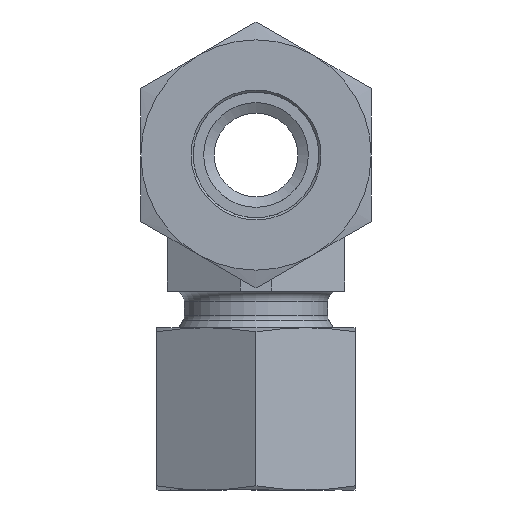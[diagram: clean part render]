
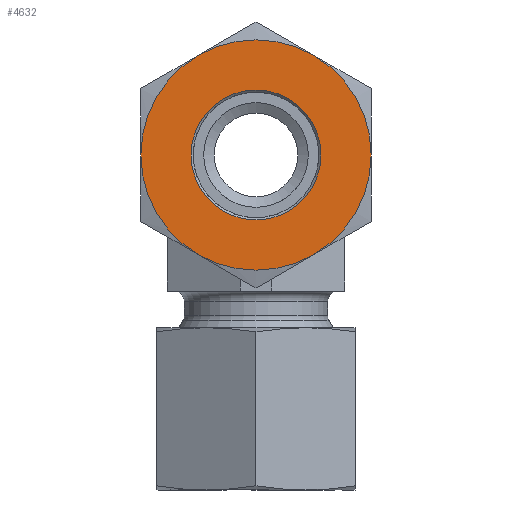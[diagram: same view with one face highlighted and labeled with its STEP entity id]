
A CAD part, front view. The second image highlights one B-rep face of the part: STEP entity #4632.
In plain terms, the highlighted face is planar.
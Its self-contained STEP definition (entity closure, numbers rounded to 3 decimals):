
#4536=CARTESIAN_POINT('',(6.2,0.,15.5));
#4537=VERTEX_POINT('',#4536);
#4538=CARTESIAN_POINT('',(0.0,0.0,15.5));
#4539=DIRECTION('',(0.0,0.0,1.0));
#4540=DIRECTION('',(-1.0,0.0,0.0));
#4541=AXIS2_PLACEMENT_3D('',#4538,#4539,#4540);
#4542=CIRCLE('',#4541,6.2);
#4543=EDGE_CURVE('',#4537,#4537,#4542,.T.);
#4568=CARTESIAN_POINT('',(0.,0.0,15.5));
#4569=DIRECTION('',(0.0,0.0,1.0));
#4570=DIRECTION('',(1.0,0.0,0.0));
#4571=AXIS2_PLACEMENT_3D('',#4568,#4569,#4570);
#4572=PLANE('',#4571);
#4573=CARTESIAN_POINT('',(-5.5,-9.526,15.5));
#4574=VERTEX_POINT('',#4573);
#4575=CARTESIAN_POINT('',(5.5,-9.526,15.5));
#4576=VERTEX_POINT('',#4575);
#4577=CARTESIAN_POINT('',(0.0,0.0,15.5));
#4578=DIRECTION('',(0.0,0.0,1.0));
#4579=DIRECTION('',(-0.5,-0.866,0.0));
#4580=AXIS2_PLACEMENT_3D('',#4577,#4578,#4579);
#4581=CIRCLE('',#4580,11.);
#4582=EDGE_CURVE('',#4574,#4576,#4581,.T.);
#4583=ORIENTED_EDGE('',*,*,#4582,.T.);
#4584=CARTESIAN_POINT('',(11.,0.,15.5));
#4585=VERTEX_POINT('',#4584);
#4586=CARTESIAN_POINT('',(0.0,0.0,15.5));
#4587=DIRECTION('',(0.0,0.0,1.0));
#4588=DIRECTION('',(-0.5,-0.866,0.0));
#4589=AXIS2_PLACEMENT_3D('',#4586,#4587,#4588);
#4590=CIRCLE('',#4589,11.);
#4591=EDGE_CURVE('',#4576,#4585,#4590,.T.);
#4592=ORIENTED_EDGE('',*,*,#4591,.T.);
#4593=CARTESIAN_POINT('',(5.5,9.526,15.5));
#4594=VERTEX_POINT('',#4593);
#4595=CARTESIAN_POINT('',(0.0,0.0,15.5));
#4596=DIRECTION('',(0.0,0.0,1.0));
#4597=DIRECTION('',(-0.5,-0.866,0.0));
#4598=AXIS2_PLACEMENT_3D('',#4595,#4596,#4597);
#4599=CIRCLE('',#4598,11.);
#4600=EDGE_CURVE('',#4585,#4594,#4599,.T.);
#4601=ORIENTED_EDGE('',*,*,#4600,.T.);
#4602=CARTESIAN_POINT('',(-5.5,9.526,15.5));
#4603=VERTEX_POINT('',#4602);
#4604=CARTESIAN_POINT('',(0.0,0.0,15.5));
#4605=DIRECTION('',(0.0,0.0,1.0));
#4606=DIRECTION('',(-0.5,-0.866,0.0));
#4607=AXIS2_PLACEMENT_3D('',#4604,#4605,#4606);
#4608=CIRCLE('',#4607,11.);
#4609=EDGE_CURVE('',#4594,#4603,#4608,.T.);
#4610=ORIENTED_EDGE('',*,*,#4609,.T.);
#4611=CARTESIAN_POINT('',(-11.0,0.0,15.5));
#4612=VERTEX_POINT('',#4611);
#4613=CARTESIAN_POINT('',(0.0,0.0,15.5));
#4614=DIRECTION('',(0.0,0.0,1.0));
#4615=DIRECTION('',(-0.5,-0.866,0.0));
#4616=AXIS2_PLACEMENT_3D('',#4613,#4614,#4615);
#4617=CIRCLE('',#4616,11.);
#4618=EDGE_CURVE('',#4603,#4612,#4617,.T.);
#4619=ORIENTED_EDGE('',*,*,#4618,.T.);
#4620=CARTESIAN_POINT('',(0.0,0.0,15.5));
#4621=DIRECTION('',(0.0,0.0,1.0));
#4622=DIRECTION('',(-0.5,-0.866,0.0));
#4623=AXIS2_PLACEMENT_3D('',#4620,#4621,#4622);
#4624=CIRCLE('',#4623,11.);
#4625=EDGE_CURVE('',#4612,#4574,#4624,.T.);
#4626=ORIENTED_EDGE('',*,*,#4625,.T.);
#4627=EDGE_LOOP('',(#4583,#4592,#4601,#4610,#4619,#4626));
#4628=FACE_OUTER_BOUND('',#4627,.T.);
#4629=ORIENTED_EDGE('',*,*,#4543,.F.);
#4630=EDGE_LOOP('',(#4629));
#4631=FACE_BOUND('',#4630,.T.);
#4632=ADVANCED_FACE('',(#4628,#4631),#4572,.T.);
